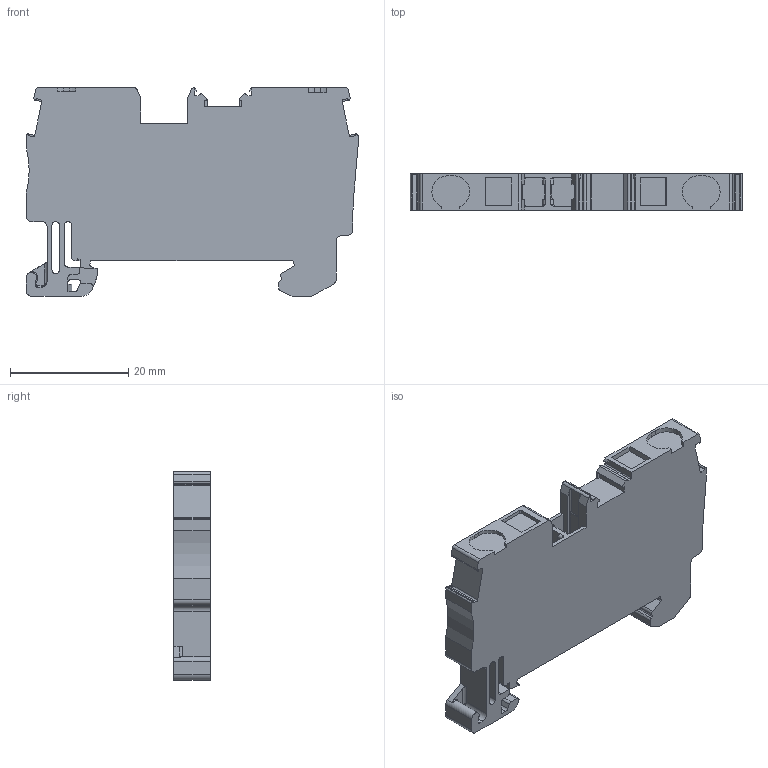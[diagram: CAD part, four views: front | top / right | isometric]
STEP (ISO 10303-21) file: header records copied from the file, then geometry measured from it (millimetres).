
FILE_DESCRIPTION(/* description */ (''),/* implementation_level */ '2;1');
FILE_NAME(/* name */ 'TC4-2-PE.stp',/* time_stamp */ '2021-12-28T13:35:39+08:00',/* author */ (''),/* organization */ (''),/* preprocessor_version */ 'ST-DEVELOPER v16.7',/* originating_system */ 'SIEMENS PLM Software NX 12.0',/* authorisation */ '');
FILE_SCHEMA (('AP203_CONFIGURATION_CONTROLLED_3D_DESIGN_OF_MECHANICAL_PARTS_AND_ASSEMBLIES_MIM_LF { 1 0 10303 403 2 1 2}'));
Length unit declared in the file: millimetre
Products named in the file (1): SP6102T1001
Bounding box: 56.2 x 6.2 x 35.3 mm (x, y, z)
Volume: 9416 mm3; surface area: 5089.8 mm2
Topology: 1 solids, 1 shells, 327 faces, 941 edges, 616 vertices
Faces by surface type: plane 196, cylinder 117, torus 6, sphere 6, bspline 2
Entity records: 10985 total; most frequent: CARTESIAN_POINT 2117, ORIENTED_EDGE 1880, DIRECTION 1827, EDGE_CURVE 940, LINE 667, VECTOR 667, VERTEX_POINT 616, AXIS2_PLACEMENT_3D 580
